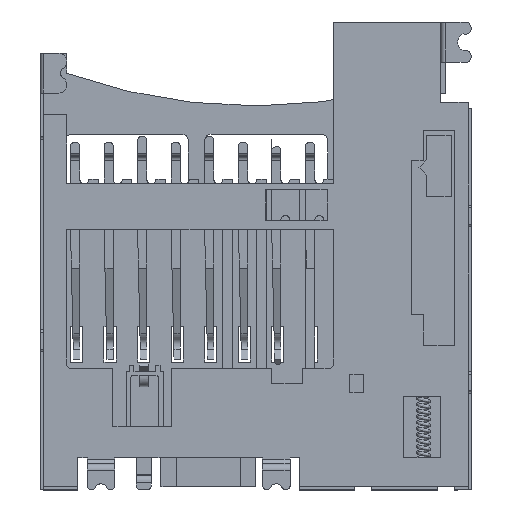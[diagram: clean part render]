
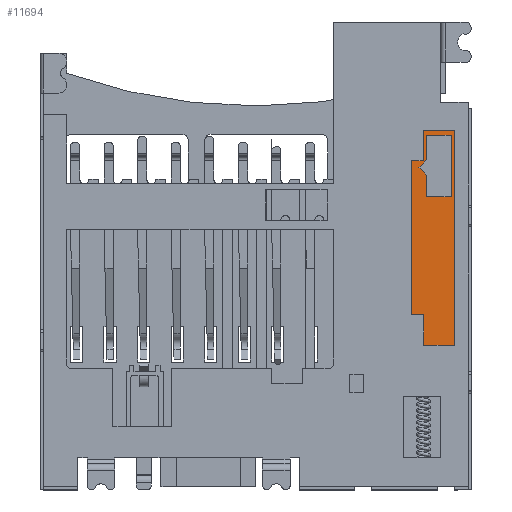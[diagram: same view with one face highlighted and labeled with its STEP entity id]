
A CAD part, top view. The second image highlights one B-rep face of the part: STEP entity #11694.
In plain terms, the highlighted planar face has unit normal (0, 0, 1).
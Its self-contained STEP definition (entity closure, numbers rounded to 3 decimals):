
#436 = CARTESIAN_POINT ( 'NONE',  ( 5.547, 2.426, 1.45 ) ) ;
#607 = EDGE_CURVE ( 'NONE', #33553, #6934, #35329, .T. ) ;
#682 = ORIENTED_EDGE ( 'NONE', *, *, #813, .T. ) ;
#813 = EDGE_CURVE ( 'NONE', #33427, #12754, #2423, .T. ) ;
#903 = ORIENTED_EDGE ( 'NONE', *, *, #2844, .F. ) ;
#1064 = EDGE_CURVE ( 'NONE', #18934, #15247, #9330, .T. ) ;
#1075 = CARTESIAN_POINT ( 'NONE',  ( 5.547, 3.634, 1.45 ) ) ;
#1274 = LINE ( 'NONE', #5312, #17047 ) ;
#2055 = LINE ( 'NONE', #11445, #12697 ) ;
#2241 = VERTEX_POINT ( 'NONE', #3637 ) ;
#2350 = CARTESIAN_POINT ( 'NONE',  ( 5.45, -1.4, 1.45 ) ) ;
#2423 = LINE ( 'NONE', #24446, #24227 ) ;
#2818 = DIRECTION ( 'NONE',  ( 1., 0., 0. ) ) ;
#2844 = EDGE_CURVE ( 'NONE', #5694, #34412, #8768, .T. ) ;
#3033 = EDGE_CURVE ( 'NONE', #34412, #21026, #37472, .T. ) ;
#3259 = FACE_OUTER_BOUND ( 'NONE', #8347, .T. ) ;
#3326 = EDGE_CURVE ( 'NONE', #4402, #2241, #8700, .T. ) ;
#3491 = DIRECTION ( 'NONE',  ( -1., 0., 0. ) ) ;
#3615 = EDGE_CURVE ( 'NONE', #6934, #26869, #5007, .T. ) ;
#3637 = CARTESIAN_POINT ( 'NONE',  ( 6.45, 4.6, 1.45 ) ) ;
#3892 = DIRECTION ( 'NONE',  ( 0., 1., 0. ) ) ;
#4148 = CARTESIAN_POINT ( 'NONE',  ( 6.45, 4.6, 1.45 ) ) ;
#4402 = VERTEX_POINT ( 'NONE', #7244 ) ;
#4570 = ORIENTED_EDGE ( 'NONE', *, *, #11254, .T. ) ;
#4618 = ORIENTED_EDGE ( 'NONE', *, *, #3326, .T. ) ;
#5007 = LINE ( 'NONE', #2350, #17062 ) ;
#5158 = VECTOR ( 'NONE', #10392, 1000. ) ;
#5259 = LINE ( 'NONE', #10004, #14067 ) ;
#5312 = CARTESIAN_POINT ( 'NONE',  ( 5.05, 3.6, 1.45 ) ) ;
#5512 = DIRECTION ( 'NONE',  ( 0.004, -1., 0. ) ) ;
#5694 = VERTEX_POINT ( 'NONE', #9956 ) ;
#6241 = VECTOR ( 'NONE', #5512, 1000. ) ;
#6571 = DIRECTION ( 'NONE',  ( 1., 0., 0. ) ) ;
#6934 = VERTEX_POINT ( 'NONE', #7770 ) ;
#7244 = CARTESIAN_POINT ( 'NONE',  ( 6.45, -2.4, 1.45 ) ) ;
#7770 = CARTESIAN_POINT ( 'NONE',  ( 5.05, -1.4, 1.45 ) ) ;
#8337 = DIRECTION ( 'NONE',  ( -0.707, -0.707, 0. ) ) ;
#8347 = EDGE_LOOP ( 'NONE', ( #28483, #682, #27562, #9012, #8688, #37360, #4570, #4618 ) ) ;
#8688 = ORIENTED_EDGE ( 'NONE', *, *, #3615, .T. ) ;
#8700 = LINE ( 'NONE', #4148, #23546 ) ;
#8768 = LINE ( 'NONE', #31308, #14751 ) ;
#9012 = ORIENTED_EDGE ( 'NONE', *, *, #607, .T. ) ;
#9049 = CARTESIAN_POINT ( 'NONE',  ( 5.547, 2.426, 1.45 ) ) ;
#9085 = ORIENTED_EDGE ( 'NONE', *, *, #22958, .F. ) ;
#9330 = LINE ( 'NONE', #34061, #5158 ) ;
#9956 = CARTESIAN_POINT ( 'NONE',  ( 5.297, 3.384, 1.45 ) ) ;
#10004 = CARTESIAN_POINT ( 'NONE',  ( 5.45, -2.4, 1.45 ) ) ;
#10392 = DIRECTION ( 'NONE',  ( 0., 1., 0. ) ) ;
#10568 = EDGE_CURVE ( 'NONE', #26869, #21186, #5259, .T. ) ;
#11254 = EDGE_CURVE ( 'NONE', #21186, #4402, #37173, .T. ) ;
#11445 = CARTESIAN_POINT ( 'NONE',  ( 5.438, 4.6, 1.45 ) ) ;
#11694 = ADVANCED_FACE ( 'NONE', ( #3259, #19961 ), #20681, .F. ) ;
#12697 = VECTOR ( 'NONE', #23374, 1000. ) ;
#12754 = VERTEX_POINT ( 'NONE', #26061 ) ;
#13589 = DIRECTION ( 'NONE',  ( 0.707, -0.707, 0. ) ) ;
#13734 = VECTOR ( 'NONE', #2818, 1000. ) ;
#14067 = VECTOR ( 'NONE', #30962, 1000. ) ;
#14125 = LINE ( 'NONE', #20283, #6241 ) ;
#14210 = CARTESIAN_POINT ( 'NONE',  ( 5.543, 4.426, 1.45 ) ) ;
#14751 = VECTOR ( 'NONE', #13589, 1000. ) ;
#15073 = CARTESIAN_POINT ( 'NONE',  ( 5.438, 4.6, 1.45 ) ) ;
#15083 = DIRECTION ( 'NONE',  ( 0., 0., -1. ) ) ;
#15247 = VERTEX_POINT ( 'NONE', #35222 ) ;
#16746 = DIRECTION ( 'NONE',  ( 0., -1., 0. ) ) ;
#16779 = CARTESIAN_POINT ( 'NONE',  ( 5.297, 3.384, 1.45 ) ) ;
#17047 = VECTOR ( 'NONE', #19964, 1000. ) ;
#17062 = VECTOR ( 'NONE', #19850, 1000. ) ;
#17196 = CARTESIAN_POINT ( 'NONE',  ( 6.343, 2.426, 1.45 ) ) ;
#17412 = EDGE_CURVE ( 'NONE', #12754, #33553, #1274, .T. ) ;
#18221 = VECTOR ( 'NONE', #16746, 1000. ) ;
#18569 = DIRECTION ( 'NONE',  ( 0., -1., 0. ) ) ;
#18634 = ORIENTED_EDGE ( 'NONE', *, *, #25354, .F. ) ;
#18934 = VERTEX_POINT ( 'NONE', #31982 ) ;
#19427 = LINE ( 'NONE', #16779, #35146 ) ;
#19593 = VERTEX_POINT ( 'NONE', #1075 ) ;
#19850 = DIRECTION ( 'NONE',  ( 1., 0., 0. ) ) ;
#19961 = FACE_BOUND ( 'NONE', #20223, .T. ) ;
#19964 = DIRECTION ( 'NONE',  ( -1., 0., 0. ) ) ;
#20223 = EDGE_LOOP ( 'NONE', ( #22093, #25334, #18634, #25250, #903, #34296, #9085 ) ) ;
#20283 = CARTESIAN_POINT ( 'NONE',  ( 5.547, 3.634, 1.45 ) ) ;
#20321 = VECTOR ( 'NONE', #21213, 1000. ) ;
#20681 = PLANE ( 'NONE',  #28297 ) ;
#20893 = CARTESIAN_POINT ( 'NONE',  ( 5.543, 4.426, 1.45 ) ) ;
#21026 = VERTEX_POINT ( 'NONE', #9049 ) ;
#21186 = VERTEX_POINT ( 'NONE', #21482 ) ;
#21213 = DIRECTION ( 'NONE',  ( 0., -1., 0. ) ) ;
#21318 = DIRECTION ( 'NONE',  ( -1., 0., 0. ) ) ;
#21482 = CARTESIAN_POINT ( 'NONE',  ( 5.45, -2.4, 1.45 ) ) ;
#22093 = ORIENTED_EDGE ( 'NONE', *, *, #32107, .F. ) ;
#22593 = LINE ( 'NONE', #17196, #13734 ) ;
#22619 = CARTESIAN_POINT ( 'NONE',  ( 5.05, -1.4, 1.45 ) ) ;
#22958 = EDGE_CURVE ( 'NONE', #35507, #19593, #14125, .T. ) ;
#23374 = DIRECTION ( 'NONE',  ( -1., 0., 0. ) ) ;
#23546 = VECTOR ( 'NONE', #3892, 1000. ) ;
#24227 = VECTOR ( 'NONE', #18569, 1000. ) ;
#24446 = CARTESIAN_POINT ( 'NONE',  ( 5.438, 3.6, 1.45 ) ) ;
#25022 = CARTESIAN_POINT ( 'NONE',  ( 5.45, -1.4, 1.45 ) ) ;
#25250 = ORIENTED_EDGE ( 'NONE', *, *, #3033, .F. ) ;
#25334 = ORIENTED_EDGE ( 'NONE', *, *, #1064, .F. ) ;
#25354 = EDGE_CURVE ( 'NONE', #21026, #18934, #22593, .T. ) ;
#26061 = CARTESIAN_POINT ( 'NONE',  ( 5.438, 3.6, 1.45 ) ) ;
#26768 = CARTESIAN_POINT ( 'NONE',  ( 0., 0., 1.45 ) ) ;
#26869 = VERTEX_POINT ( 'NONE', #25022 ) ;
#27506 = CARTESIAN_POINT ( 'NONE',  ( 5.547, 3.134, 1.45 ) ) ;
#27562 = ORIENTED_EDGE ( 'NONE', *, *, #17412, .T. ) ;
#28297 = AXIS2_PLACEMENT_3D ( 'NONE', #26768, #15083, #21318 ) ;
#28483 = ORIENTED_EDGE ( 'NONE', *, *, #31906, .T. ) ;
#30273 = CARTESIAN_POINT ( 'NONE',  ( 6.45, -2.4, 1.45 ) ) ;
#30962 = DIRECTION ( 'NONE',  ( 0., -1., 0. ) ) ;
#31308 = CARTESIAN_POINT ( 'NONE',  ( 5.547, 3.134, 1.45 ) ) ;
#31906 = EDGE_CURVE ( 'NONE', #2241, #33427, #2055, .T. ) ;
#31982 = CARTESIAN_POINT ( 'NONE',  ( 6.343, 2.426, 1.45 ) ) ;
#32107 = EDGE_CURVE ( 'NONE', #15247, #35507, #33980, .T. ) ;
#32489 = VECTOR ( 'NONE', #6571, 1000. ) ;
#33427 = VERTEX_POINT ( 'NONE', #15073 ) ;
#33553 = VERTEX_POINT ( 'NONE', #38178 ) ;
#33980 = LINE ( 'NONE', #20893, #38175 ) ;
#34061 = CARTESIAN_POINT ( 'NONE',  ( 6.343, 4.426, 1.45 ) ) ;
#34144 = EDGE_CURVE ( 'NONE', #19593, #5694, #19427, .T. ) ;
#34296 = ORIENTED_EDGE ( 'NONE', *, *, #34144, .F. ) ;
#34412 = VERTEX_POINT ( 'NONE', #27506 ) ;
#35146 = VECTOR ( 'NONE', #8337, 1000. ) ;
#35222 = CARTESIAN_POINT ( 'NONE',  ( 6.343, 4.426, 1.45 ) ) ;
#35329 = LINE ( 'NONE', #22619, #18221 ) ;
#35507 = VERTEX_POINT ( 'NONE', #14210 ) ;
#37173 = LINE ( 'NONE', #30273, #32489 ) ;
#37360 = ORIENTED_EDGE ( 'NONE', *, *, #10568, .T. ) ;
#37472 = LINE ( 'NONE', #436, #20321 ) ;
#38175 = VECTOR ( 'NONE', #3491, 1000. ) ;
#38178 = CARTESIAN_POINT ( 'NONE',  ( 5.05, 3.6, 1.45 ) ) ;
